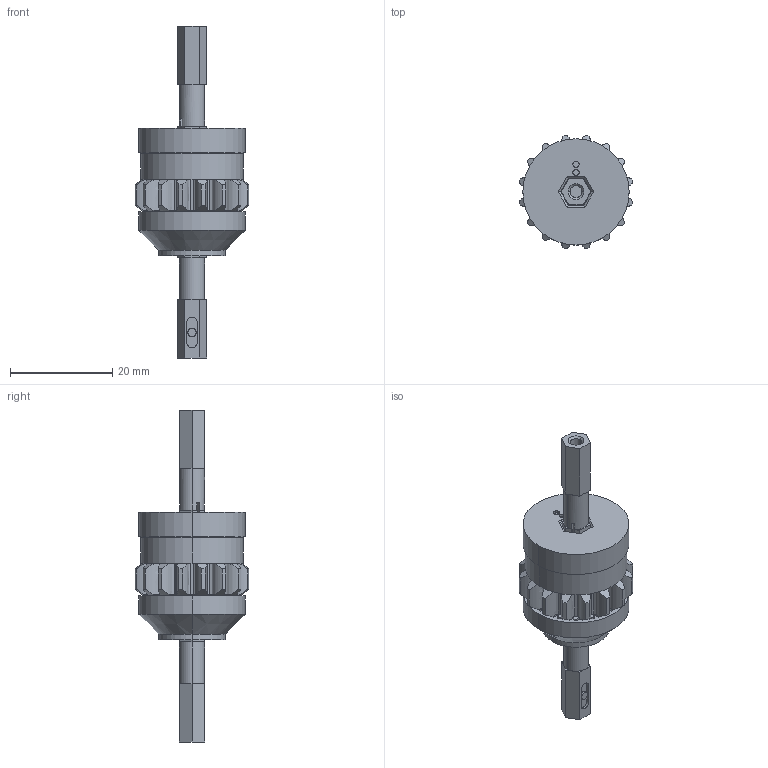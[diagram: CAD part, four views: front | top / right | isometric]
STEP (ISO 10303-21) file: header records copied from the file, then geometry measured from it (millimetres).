
FILE_DESCRIPTION((''),'2;1');
FILE_NAME('01-0001_ASM','2025-02-19T11:31:57',('qinghui.yi'),(''),'CREO PARAMETRIC BY PTC INC, 2023154','CREO PARAMETRIC BY PTC INC, 2023154','');
FILE_SCHEMA(('CONFIG_CONTROL_DESIGN'));
Length unit declared in the file: millimetre
Products named in the file (10): 01-0002; 01-000; 01-B0001; 01-0004; 01-0005; 01-0006; 01-0007; 01-B0002; 01-0008; 01-0001_ASM
Assembly tree (14 placements, depth 2):
  01-0001_ASM
    01-0002
    01-000  x4
    01-B0001
    01-0004  x2
    01-0005  x2
    01-0006
    01-0007
    01-B0002
    01-0008
Bounding box: 22.21 x 22.21 x 65 mm (x, y, z)
Volume: 7629.9 mm3; surface area: 9416.9 mm2
Topology: 14 solids, 14 shells, 1457 faces, 4004 edges, 2600 vertices
Faces by surface type: plane 606, cylinder 523, extrusion 276, cone 48, bspline 4
Entity records: 39015 total; most frequent: CARTESIAN_POINT 14430, ORIENTED_EDGE 5284, DIRECTION 4845, EDGE_CURVE 2642, VERTEX_POINT 1720, AXIS2_PLACEMENT_3D 1678, VECTOR 1489, LINE 1351
